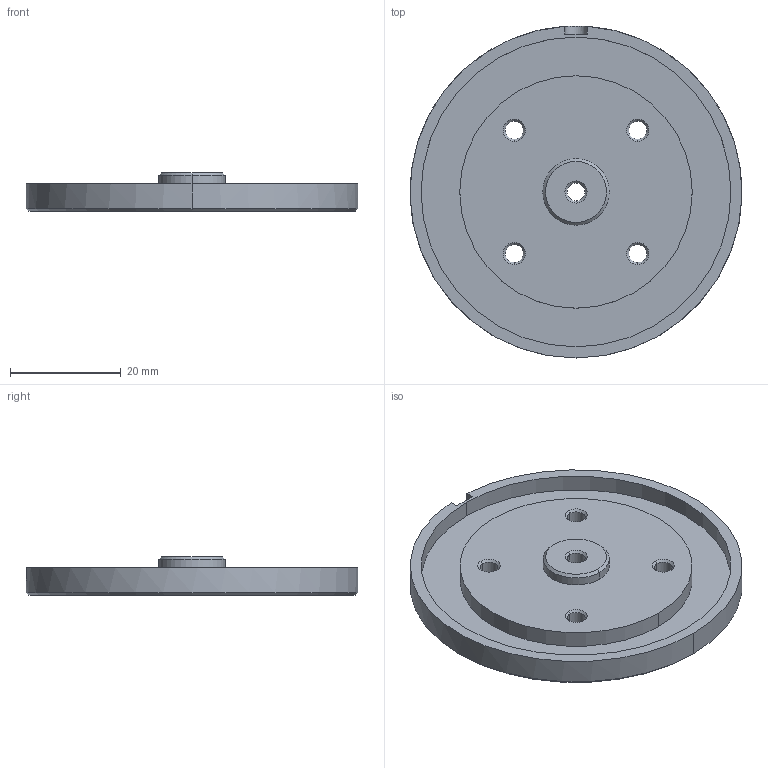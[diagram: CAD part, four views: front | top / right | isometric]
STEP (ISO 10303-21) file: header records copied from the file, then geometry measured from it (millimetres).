
FILE_DESCRIPTION((''),'2;1');
FILE_NAME('C4_ARM6','2014-08-26T',('Vinson'),(''),'PRO/ENGINEER BY PARAMETRIC TECHNOLOGY CORPORATION, 2010480','PRO/ENGINEER BY PARAMETRIC TECHNOLOGY CORPORATION, 2010480','');
FILE_SCHEMA(('AUTOMOTIVE_DESIGN_CC2 { 1 2 10303 214 -1 1 5 2 }'));
Length unit declared in the file: millimetre
Products named in the file (1): C4_ARM6
Bounding box: 60 x 60 x 7 mm (x, y, z)
Volume: 10346.7 mm3; surface area: 8661.8 mm2
Topology: 1 solids, 1 shells, 166 faces, 375 edges, 237 vertices
Faces by surface type: plane 73, cylinder 51, cone 42
Entity records: 4721 total; most frequent: DIRECTION 851, CARTESIAN_POINT 793, ORIENTED_EDGE 750, EDGE_CURVE 375, AXIS2_PLACEMENT_3D 312, VERTEX_POINT 237, VECTOR 227, LINE 227
